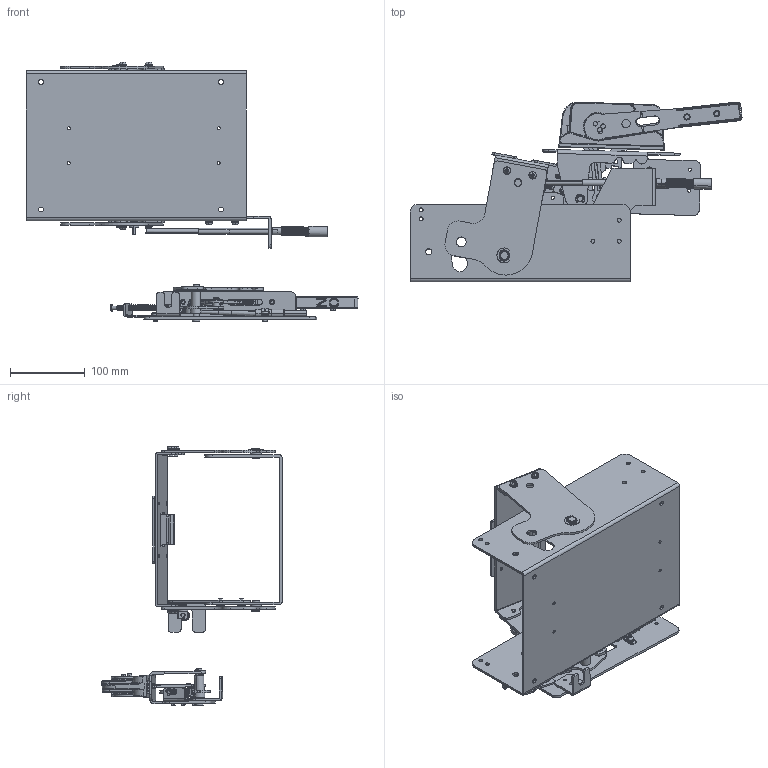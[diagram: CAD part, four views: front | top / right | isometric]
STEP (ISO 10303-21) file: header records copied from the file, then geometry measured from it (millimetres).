
FILE_DESCRIPTION(/* description */ (''),/* implementation_level */ '2;1');
FILE_NAME(/* name */ 'FILE_STP_CAD_DRAWING_3D_P5X194X2UL_prt.stp',/* time_stamp */ '2025-08-29T08:46:46+02:00',/* author */ (''),/* organization */ (''),/* preprocessor_version */ 'ST-DEVELOPER v20',/* originating_system */ 'SIEMENS PLM Software NX2406.8500',/* authorisation */ '');
FILE_SCHEMA (('AUTOMOTIVE_DESIGN { 1 0 10303 214 3 1 1 1 }'));
Products named in the file (1): 3D_P5X194X2UL
Bounding box: 442.83 x 240.26 x 346.61 mm (x, y, z)
Surface area: 519800.6 mm2 (no closed solid volume)
Topology: 0 solids, 128 shells, 1315 faces, 5765 edges, 4484 vertices
Faces by surface type: cylinder 689, plane 438, bspline 105, cone 45, torus 27, sphere 11
Entity records: 82650 total; most frequent: CARTESIAN_POINT 36356, DIRECTION 8850, ORIENTED_EDGE 8755, EDGE_CURVE 5754, VERTEX_POINT 4483, AXIS2_PLACEMENT_3D 3076, LINE 2698, VECTOR 2698
